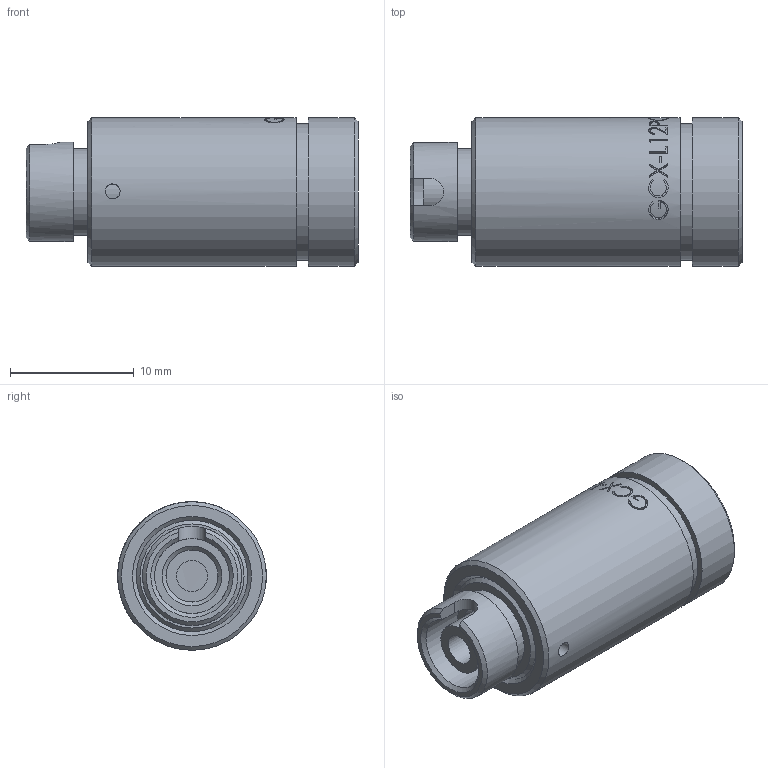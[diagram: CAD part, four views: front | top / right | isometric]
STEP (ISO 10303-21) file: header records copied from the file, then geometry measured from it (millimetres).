
FILE_DESCRIPTION (( 'STEP AP203' ), '1' );
FILE_NAME ('GCX-L12PC-780.STEP', '2018-05-15T06:04:06', ( 'User' ), ( 'china' ), 'SwSTEP 2.0', 'SolidWorks 2015', '' );
FILE_SCHEMA (( 'CONFIG_CONTROL_DESIGN' ));
Length unit declared in the file: millimetre
Products named in the file (1): GCX-L12PC-780
Bounding box: 26.8 x 12 x 12 mm (x, y, z)
Surface area: 1625.6 mm2 (no closed solid volume)
Topology: 0 solids, 5 shells, 171 faces, 446 edges, 297 vertices
Faces by surface type: bspline 84, plane 49, cylinder 29, cone 8, sphere 1
Full cylindrical faces by diameter (mm): 1.2 x2, 2.5 x1, 4.2 x1, 6 x1, 6.05 x1, 7 x1, 8 x1, 9 x1, 11 x1, 12 x2
Entity records: 11931 total; most frequent: CARTESIAN_POINT 8461, ORIENTED_EDGE 827, EDGE_CURVE 424, DIRECTION 405, VERTEX_POINT 293, B_SPLINE_CURVE_WITH_KNOTS 276, EDGE_LOOP 217, FACE_OUTER_BOUND 183
